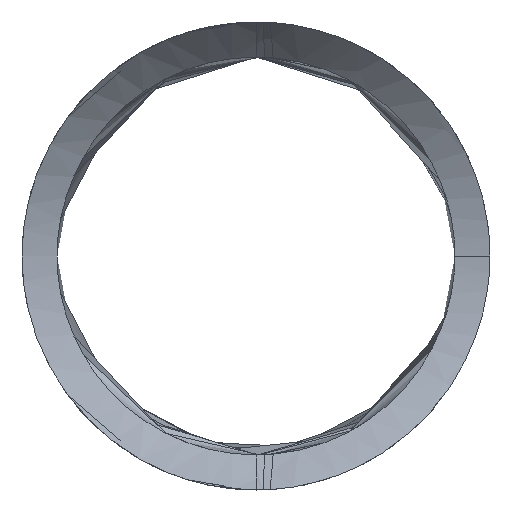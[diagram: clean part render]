
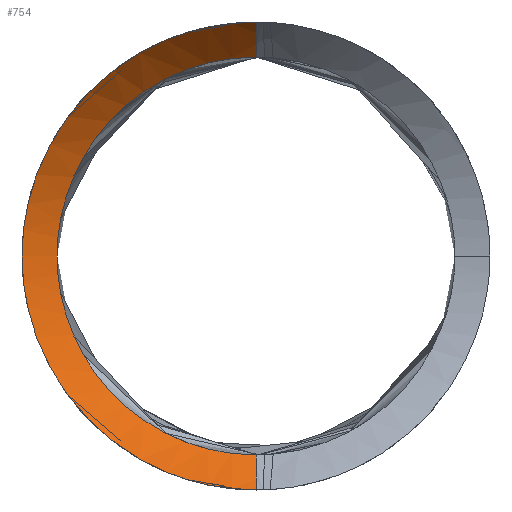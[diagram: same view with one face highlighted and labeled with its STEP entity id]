
A CAD part, front view. The second image highlights one B-rep face of the part: STEP entity #754.
In plain terms, the highlighted free-form (B-spline) face has degree [5, 4] with [6, 5] control points.
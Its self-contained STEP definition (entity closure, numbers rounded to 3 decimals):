
#588=CARTESIAN_POINT('Vertex',(-341.,-145.216,6.403)) ;
#591=CARTESIAN_POINT('Axis2P3D Location',(-341.,-152.716,-3.597)) ;
#595=CARTESIAN_POINT('Vertex',(-341.,-143.551,4.903)) ;
#611=CARTESIAN_POINT('Axis2P3D Location',(-341.,-152.716,-3.597)) ;
#615=CARTESIAN_POINT('Vertex',(-341.,-143.551,-12.097)) ;
#617=CARTESIAN_POINT('Vertex',(-341.,-145.216,-13.597)) ;
#650=CARTESIAN_POINT('Control Point',(-341.,-152.716,8.903)) ;
#651=CARTESIAN_POINT('Control Point',(-341.,-140.216,8.903)) ;
#652=CARTESIAN_POINT('Control Point',(-341.,-133.966,-3.597)) ;
#653=CARTESIAN_POINT('Control Point',(-341.,-140.216,-16.097)) ;
#654=CARTESIAN_POINT('Control Point',(-341.,-152.716,-16.097)) ;
#655=CARTESIAN_POINT('Control Point',(-402.8,-152.716,8.903)) ;
#656=CARTESIAN_POINT('Control Point',(-402.8,-140.216,8.903)) ;
#657=CARTESIAN_POINT('Control Point',(-402.8,-133.966,-3.597)) ;
#658=CARTESIAN_POINT('Control Point',(-402.8,-140.216,-16.097)) ;
#659=CARTESIAN_POINT('Control Point',(-402.8,-152.716,-16.097)) ;
#660=CARTESIAN_POINT('Control Point',(-464.598,-152.716,8.903)) ;
#661=CARTESIAN_POINT('Control Point',(-464.598,-140.216,8.903)) ;
#662=CARTESIAN_POINT('Control Point',(-464.598,-133.966,-3.597)) ;
#663=CARTESIAN_POINT('Control Point',(-464.598,-140.216,-16.097)) ;
#664=CARTESIAN_POINT('Control Point',(-464.598,-152.716,-16.097)) ;
#665=CARTESIAN_POINT('Control Point',(-526.401,-152.716,8.903)) ;
#666=CARTESIAN_POINT('Control Point',(-526.401,-140.216,8.903)) ;
#667=CARTESIAN_POINT('Control Point',(-526.401,-133.966,-3.597)) ;
#668=CARTESIAN_POINT('Control Point',(-526.401,-140.216,-16.097)) ;
#669=CARTESIAN_POINT('Control Point',(-526.401,-152.716,-16.097)) ;
#670=CARTESIAN_POINT('Control Point',(-588.2,-152.716,8.903)) ;
#671=CARTESIAN_POINT('Control Point',(-588.2,-140.216,8.903)) ;
#672=CARTESIAN_POINT('Control Point',(-588.2,-133.966,-3.597)) ;
#673=CARTESIAN_POINT('Control Point',(-588.2,-140.216,-16.097)) ;
#674=CARTESIAN_POINT('Control Point',(-588.2,-152.716,-16.097)) ;
#675=CARTESIAN_POINT('Control Point',(-650.,-152.716,8.903)) ;
#676=CARTESIAN_POINT('Control Point',(-650.,-140.216,8.903)) ;
#677=CARTESIAN_POINT('Control Point',(-650.,-133.966,-3.597)) ;
#678=CARTESIAN_POINT('Control Point',(-650.,-140.216,-16.097)) ;
#679=CARTESIAN_POINT('Control Point',(-650.,-152.716,-16.097)) ;
#681=CARTESIAN_POINT('Control Point',(-341.,-143.551,-12.097)) ;
#682=CARTESIAN_POINT('Control Point',(-341.958,-143.551,-12.097)) ;
#683=CARTESIAN_POINT('Control Point',(-342.917,-143.426,-11.962)) ;
#684=CARTESIAN_POINT('Control Point',(-343.82,-143.178,-11.694)) ;
#685=CARTESIAN_POINT('Control Point',(-345.192,-142.678,-11.085)) ;
#686=CARTESIAN_POINT('Control Point',(-346.371,-142.104,-10.222)) ;
#687=CARTESIAN_POINT('Control Point',(-346.802,-141.877,-9.848)) ;
#688=CARTESIAN_POINT('Control Point',(-348.001,-141.208,-8.618)) ;
#689=CARTESIAN_POINT('Control Point',(-348.88,-140.638,-7.093)) ;
#690=CARTESIAN_POINT('Control Point',(-349.3,-140.353,-5.956)) ;
#691=CARTESIAN_POINT('Control Point',(-349.5,-140.216,-4.765)) ;
#692=CARTESIAN_POINT('Control Point',(-349.5,-140.216,-3.597)) ;
#693=CARTESIAN_POINT('Vertex',(-349.5,-140.216,-3.597)) ;
#697=CARTESIAN_POINT('Control Point',(-341.,-143.551,4.903)) ;
#698=CARTESIAN_POINT('Control Point',(-341.958,-143.551,4.903)) ;
#699=CARTESIAN_POINT('Control Point',(-342.917,-143.426,4.768)) ;
#700=CARTESIAN_POINT('Control Point',(-343.82,-143.178,4.499)) ;
#701=CARTESIAN_POINT('Control Point',(-345.192,-142.678,3.89)) ;
#702=CARTESIAN_POINT('Control Point',(-346.371,-142.104,3.028)) ;
#703=CARTESIAN_POINT('Control Point',(-346.802,-141.877,2.653)) ;
#704=CARTESIAN_POINT('Control Point',(-348.001,-141.208,1.424)) ;
#705=CARTESIAN_POINT('Control Point',(-348.88,-140.638,-0.101)) ;
#706=CARTESIAN_POINT('Control Point',(-349.3,-140.353,-1.238)) ;
#707=CARTESIAN_POINT('Control Point',(-349.5,-140.216,-2.43)) ;
#708=CARTESIAN_POINT('Control Point',(-349.5,-140.216,-3.597)) ;
#711=CARTESIAN_POINT('Control Point',(-341.,-145.216,6.403)) ;
#712=CARTESIAN_POINT('Control Point',(-341.922,-145.216,6.403)) ;
#713=CARTESIAN_POINT('Control Point',(-342.844,-145.075,6.296)) ;
#714=CARTESIAN_POINT('Control Point',(-343.711,-144.796,6.086)) ;
#715=CARTESIAN_POINT('Control Point',(-345.091,-144.219,5.598)) ;
#716=CARTESIAN_POINT('Control Point',(-346.316,-143.537,4.903)) ;
#717=CARTESIAN_POINT('Control Point',(-346.797,-143.248,4.581)) ;
#718=CARTESIAN_POINT('Control Point',(-348.085,-142.427,3.583)) ;
#719=CARTESIAN_POINT('Control Point',(-349.162,-141.645,2.327)) ;
#720=CARTESIAN_POINT('Control Point',(-349.762,-141.189,1.411)) ;
#721=CARTESIAN_POINT('Control Point',(-350.487,-140.625,-0.139)) ;
#722=CARTESIAN_POINT('Control Point',(-350.869,-140.321,-1.826)) ;
#723=CARTESIAN_POINT('Control Point',(-350.957,-140.251,-2.416)) ;
#724=CARTESIAN_POINT('Control Point',(-351.,-140.216,-3.009)) ;
#725=CARTESIAN_POINT('Control Point',(-351.,-140.216,-3.597)) ;
#726=CARTESIAN_POINT('Vertex',(-351.,-140.216,-3.597)) ;
#730=CARTESIAN_POINT('Control Point',(-341.,-145.216,-13.597)) ;
#731=CARTESIAN_POINT('Control Point',(-341.922,-145.216,-13.597)) ;
#732=CARTESIAN_POINT('Control Point',(-342.844,-145.075,-13.491)) ;
#733=CARTESIAN_POINT('Control Point',(-343.711,-144.796,-13.28)) ;
#734=CARTESIAN_POINT('Control Point',(-345.091,-144.219,-12.793)) ;
#735=CARTESIAN_POINT('Control Point',(-346.316,-143.537,-12.097)) ;
#736=CARTESIAN_POINT('Control Point',(-346.797,-143.248,-11.776)) ;
#737=CARTESIAN_POINT('Control Point',(-348.085,-142.427,-10.777)) ;
#738=CARTESIAN_POINT('Control Point',(-349.162,-141.645,-9.521)) ;
#739=CARTESIAN_POINT('Control Point',(-349.762,-141.189,-8.605)) ;
#740=CARTESIAN_POINT('Control Point',(-350.487,-140.625,-7.056)) ;
#741=CARTESIAN_POINT('Control Point',(-350.869,-140.321,-5.369)) ;
#742=CARTESIAN_POINT('Control Point',(-350.957,-140.251,-4.778)) ;
#743=CARTESIAN_POINT('Control Point',(-351.,-140.216,-4.185)) ;
#744=CARTESIAN_POINT('Control Point',(-351.,-140.216,-3.597)) ;
#592=DIRECTION('Axis2P3D Direction',(-1.,0.,0.)) ;
#612=DIRECTION('Axis2P3D Direction',(-1.,0.,0.)) ;
#593=AXIS2_PLACEMENT_3D('Circle Axis2P3D',#591,#592,$) ;
#613=AXIS2_PLACEMENT_3D('Circle Axis2P3D',#611,#612,$) ;
#747=ORIENTED_EDGE('',*,*,#695,.T.) ;
#748=ORIENTED_EDGE('',*,*,#709,.F.) ;
#749=ORIENTED_EDGE('',*,*,#597,.F.) ;
#750=ORIENTED_EDGE('',*,*,#728,.T.) ;
#751=ORIENTED_EDGE('',*,*,#745,.F.) ;
#752=ORIENTED_EDGE('',*,*,#619,.F.) ;
#754=ADVANCED_FACE('Corps principal',(#753),#649,.T.) ;
#680=B_SPLINE_CURVE_WITH_KNOTS('',5,(#681,#682,#683,#684,#685,#686,#687,#688,#689,#690,#691,#692),.UNSPECIFIED.,.F.,.U.,(6,3,3,6),(0.,6.603,10.853,19.378),.UNSPECIFIED.) ;
#696=B_SPLINE_CURVE_WITH_KNOTS('',5,(#697,#698,#699,#700,#701,#702,#703,#704,#705,#706,#707,#708),.UNSPECIFIED.,.F.,.U.,(6,3,3,6),(0.,6.603,10.853,19.378),.UNSPECIFIED.) ;
#710=B_SPLINE_CURVE_WITH_KNOTS('',5,(#711,#712,#713,#714,#715,#716,#717,#718,#719,#720,#721,#722,#723,#724,#725),.UNSPECIFIED.,.F.,.U.,(6,3,3,3,6),(0.,6.353,10.84,19.022,23.315),.UNSPECIFIED.) ;
#729=B_SPLINE_CURVE_WITH_KNOTS('',5,(#730,#731,#732,#733,#734,#735,#736,#737,#738,#739,#740,#741,#742,#743,#744),.UNSPECIFIED.,.F.,.U.,(6,3,3,3,6),(0.,6.353,10.84,19.022,23.315),.UNSPECIFIED.) ;
#594=CIRCLE('generated circle',#593,12.5) ;
#614=CIRCLE('generated circle',#613,12.5) ;
#597=EDGE_CURVE('',#589,#596,#594,.T.) ;
#619=EDGE_CURVE('',#616,#618,#614,.T.) ;
#695=EDGE_CURVE('',#616,#694,#680,.T.) ;
#709=EDGE_CURVE('',#596,#694,#696,.T.) ;
#728=EDGE_CURVE('',#589,#727,#710,.T.) ;
#745=EDGE_CURVE('',#618,#727,#729,.T.) ;
#746=EDGE_LOOP('',(#747,#748,#749,#750,#751,#752)) ;
#753=FACE_OUTER_BOUND('',#746,.T.) ;
#589=VERTEX_POINT('',#588) ;
#596=VERTEX_POINT('',#595) ;
#616=VERTEX_POINT('',#615) ;
#618=VERTEX_POINT('',#617) ;
#694=VERTEX_POINT('',#693) ;
#727=VERTEX_POINT('',#726) ;
#649=(BOUNDED_SURFACE()B_SPLINE_SURFACE(5,4,((#650,#651,#652,#653,#654),(#655,#656,#657,#658,#659),(#660,#661,#662,#663,#664),(#665,#666,#667,#668,#669),(#670,#671,#672,#673,#674),(#675,#676,#677,#678,#679)),.UNSPECIFIED.,.F.,.F.,.U.)B_SPLINE_SURFACE_WITH_KNOTS((6,6),(5,5),(0.,309.),(0.,39.27),.UNSPECIFIED.)GEOMETRIC_REPRESENTATION_ITEM()RATIONAL_B_SPLINE_SURFACE(((1.,0.707,0.667,0.707,1.),(1.,0.707,0.667,0.707,1.),(1.,0.707,0.667,0.707,1.),(1.,0.707,0.667,0.707,1.),(1.,0.707,0.667,0.707,1.),(1.,0.707,0.667,0.707,1.)))REPRESENTATION_ITEM('Rational BSpline Surface')SURFACE()) ;
